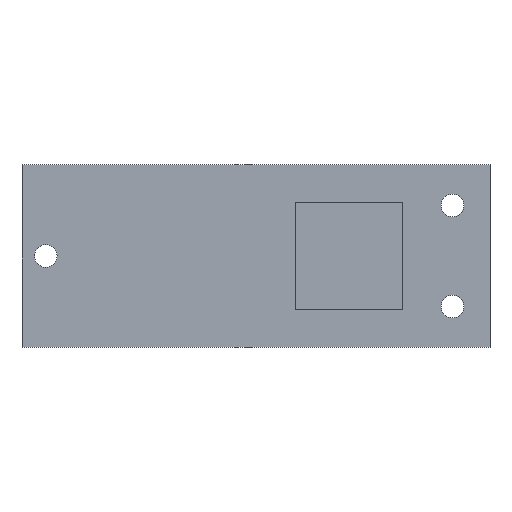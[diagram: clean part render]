
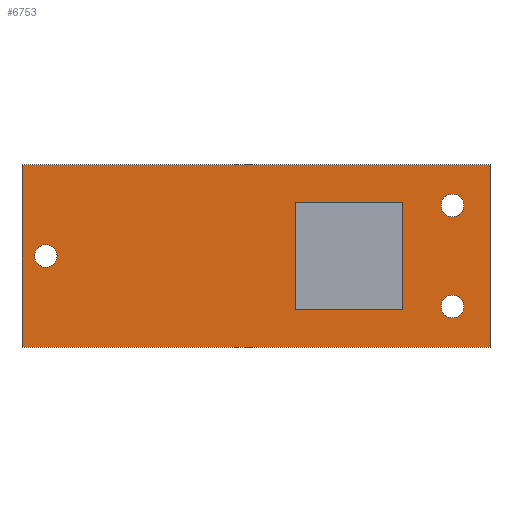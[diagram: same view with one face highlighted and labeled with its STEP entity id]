
A CAD part, top view. The second image highlights one B-rep face of the part: STEP entity #6753.
In plain terms, the highlighted planar face has unit normal (0, 0, 1).
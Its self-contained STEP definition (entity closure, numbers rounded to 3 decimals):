
#62=FACE_BOUND($,#1054,.T.);
#63=FACE_BOUND($,#1055,.T.);
#64=FACE_BOUND($,#1056,.T.);
#65=FACE_BOUND($,#1057,.T.);
#185=CIRCLE($,#7276,1.05);
#187=CIRCLE($,#7279,1.05);
#189=CIRCLE($,#7282,1.05);
#618=FACE_OUTER_BOUND($,#1053,.T.);
#1053=EDGE_LOOP($,(#5990,#5991,#5992,#5993));
#1054=EDGE_LOOP($,(#5994,#5995,#5996,#5997));
#1055=EDGE_LOOP($,(#5998));
#1056=EDGE_LOOP($,(#5999));
#1057=EDGE_LOOP($,(#6000));
#1852=LINE($,#10878,#2672);
#1856=LINE($,#10886,#2676);
#1859=LINE($,#10892,#2679);
#1862=LINE($,#10897,#2682);
#1866=LINE($,#10922,#2686);
#1869=LINE($,#10928,#2689);
#1872=LINE($,#10934,#2692);
#1875=LINE($,#10938,#2695);
#2672=VECTOR($,#8996,10.);
#2676=VECTOR($,#9002,10.);
#2679=VECTOR($,#9007,10.);
#2682=VECTOR($,#9012,10.);
#2686=VECTOR($,#9038,43.48);
#2689=VECTOR($,#9043,16.94);
#2692=VECTOR($,#9048,43.48);
#2695=VECTOR($,#9053,16.94);
#3260=VERTEX_POINT($,#10876);
#3261=VERTEX_POINT($,#10877);
#3264=VERTEX_POINT($,#10885);
#3266=VERTEX_POINT($,#10891);
#3268=VERTEX_POINT($,#10901);
#3270=VERTEX_POINT($,#10906);
#3272=VERTEX_POINT($,#10911);
#3276=VERTEX_POINT($,#10919);
#3277=VERTEX_POINT($,#10921);
#3279=VERTEX_POINT($,#10927);
#3281=VERTEX_POINT($,#10933);
#4162=EDGE_CURVE($,#3260,#3261,#1852,.T.);
#4166=EDGE_CURVE($,#3264,#3260,#1856,.T.);
#4169=EDGE_CURVE($,#3266,#3264,#1859,.T.);
#4172=EDGE_CURVE($,#3261,#3266,#1862,.T.);
#4174=EDGE_CURVE($,#3268,#3268,#185,.T.);
#4176=EDGE_CURVE($,#3270,#3270,#187,.T.);
#4178=EDGE_CURVE($,#3272,#3272,#189,.T.);
#4182=EDGE_CURVE($,#3277,#3276,#1866,.T.);
#4185=EDGE_CURVE($,#3279,#3277,#1869,.T.);
#4188=EDGE_CURVE($,#3281,#3279,#1872,.T.);
#4191=EDGE_CURVE($,#3276,#3281,#1875,.T.);
#5990=ORIENTED_EDGE($,*,*,#4191,.T.);
#5991=ORIENTED_EDGE($,*,*,#4188,.T.);
#5992=ORIENTED_EDGE($,*,*,#4185,.T.);
#5993=ORIENTED_EDGE($,*,*,#4182,.T.);
#5994=ORIENTED_EDGE($,*,*,#4162,.T.);
#5995=ORIENTED_EDGE($,*,*,#4172,.T.);
#5996=ORIENTED_EDGE($,*,*,#4169,.T.);
#5997=ORIENTED_EDGE($,*,*,#4166,.T.);
#5998=ORIENTED_EDGE($,*,*,#4174,.T.);
#5999=ORIENTED_EDGE($,*,*,#4176,.T.);
#6000=ORIENTED_EDGE($,*,*,#4178,.T.);
#6365=PLANE($,#7288);
#6753=ADVANCED_FACE($,(#618,#62,#63,#64,#65),#6365,.T.);
#7276=AXIS2_PLACEMENT_3D($,#10902,#9018,#9019);
#7279=AXIS2_PLACEMENT_3D($,#10907,#9024,#9025);
#7282=AXIS2_PLACEMENT_3D($,#10912,#9030,#9031);
#7288=AXIS2_PLACEMENT_3D($,#10939,#9054,#9055);
#8996=DIRECTION($,(0.,1.,0.));
#9002=DIRECTION($,(-1.,0.,0.));
#9007=DIRECTION($,(0.,-1.,0.));
#9012=DIRECTION($,(1.,0.,0.));
#9018=DIRECTION('center_axis',(0.,0.,-1.));
#9019=DIRECTION('ref_axis',(-1.,0.,0.));
#9024=DIRECTION('center_axis',(0.,0.,-1.));
#9025=DIRECTION('ref_axis',(-1.,0.,0.));
#9030=DIRECTION('center_axis',(0.,0.,-1.));
#9031=DIRECTION('ref_axis',(-1.,0.,0.));
#9038=DIRECTION($,(-1.,0.,0.));
#9043=DIRECTION($,(0.,1.,0.));
#9048=DIRECTION($,(1.,0.,0.));
#9053=DIRECTION($,(0.,-1.,0.));
#9054=DIRECTION('center_axis',(0.,0.,1.));
#9055=DIRECTION('ref_axis',(-1.,0.,0.));
#10876=CARTESIAN_POINT('',(3.64,-5.,0.));
#10877=CARTESIAN_POINT('',(3.64,5.,0.));
#10878=CARTESIAN_POINT($,(3.64,-2.5,0.));
#10885=CARTESIAN_POINT('',(13.64,-5.,0.));
#10886=CARTESIAN_POINT($,(6.82,-5.,0.));
#10891=CARTESIAN_POINT('',(13.64,5.,0.));
#10892=CARTESIAN_POINT($,(13.64,2.5,0.));
#10897=CARTESIAN_POINT($,(1.82,5.,0.));
#10901=CARTESIAN_POINT('',(19.3,4.7,0.));
#10902=CARTESIAN_POINT('Origin',(18.25,4.7,0.));
#10906=CARTESIAN_POINT('',(-18.48,0.,0.));
#10907=CARTESIAN_POINT('Origin',(-19.53,0.,0.));
#10911=CARTESIAN_POINT('',(19.3,-4.7,0.));
#10912=CARTESIAN_POINT('Origin',(18.25,-4.7,0.));
#10919=CARTESIAN_POINT('',(-21.74,8.47,0.));
#10921=CARTESIAN_POINT('',(21.74,8.47,0.));
#10922=CARTESIAN_POINT($,(21.74,8.47,0.));
#10927=CARTESIAN_POINT('',(21.74,-8.47,0.));
#10928=CARTESIAN_POINT($,(21.74,-8.47,0.));
#10933=CARTESIAN_POINT('',(-21.74,-8.47,0.));
#10934=CARTESIAN_POINT($,(-21.74,-8.47,0.));
#10938=CARTESIAN_POINT($,(-21.74,8.47,0.));
#10939=CARTESIAN_POINT('Origin',(0.,0.,0.));
